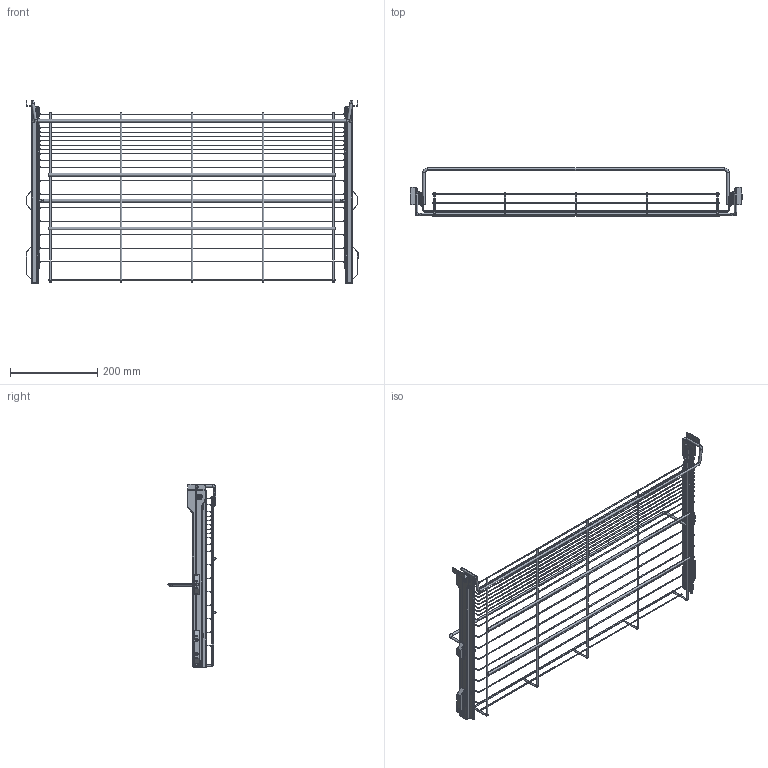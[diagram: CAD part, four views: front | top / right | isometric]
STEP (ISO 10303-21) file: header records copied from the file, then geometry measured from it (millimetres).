
FILE_DESCRIPTION (( 'STEP AP203' ), '1' );
FILE_NAME ('LM648.STEP', '2023-02-22T12:13:28', ( '' ), ( '' ), 'SwSTEP 2.0', 'SolidWorks 2021', '' );
FILE_SCHEMA (( 'CONFIG_CONTROL_DESIGN' ));
Length unit declared in the file: millimetre
Products named in the file (14): 12183; 10026; 12184; 11116_MirrorDefault; 10027_MirrorDefault; 10027; 11117_MirrorDefault; 11117; LM648; 11116; 10026_MirrorDefault; 12433_Default<As Machined>; 12184_MirrorDefault; 12183_MirrorDefault
Assembly tree (17 placements, depth 3):
  LM648
    12433_Default<As Machined>
    12184
      12183
      10026
      10027
    11117
      11116
      10026
      10027
    12184_MirrorDefault
      12183_MirrorDefault
      10026_MirrorDefault
      10027_MirrorDefault
    11117_MirrorDefault
      11116_MirrorDefault
      10026_MirrorDefault
      10027_MirrorDefault
Bounding box: 762.4 x 110.25 x 421 mm (x, y, z)
Volume: 288620.8 mm3; surface area: 368882.1 mm2
Topology: 53 solids, 53 shells, 1226 faces, 2868 edges, 1760 vertices
Faces by surface type: cylinder 522, plane 472, torus 200, cone 20, bspline 12
Entity records: 33086 total; most frequent: CARTESIAN_POINT 6038, DIRECTION 5712, ORIENTED_EDGE 5100, EDGE_CURVE 2550, AXIS2_PLACEMENT_3D 2206, VERTEX_POINT 1564, VECTOR 1300, LINE 1300
